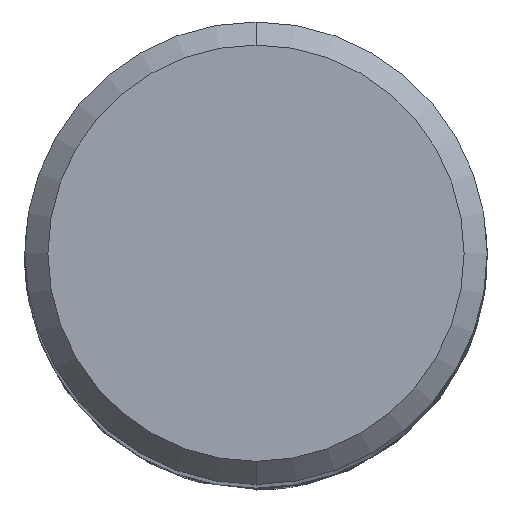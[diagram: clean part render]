
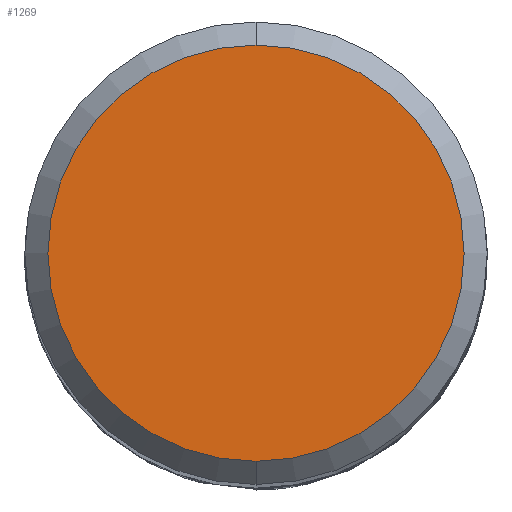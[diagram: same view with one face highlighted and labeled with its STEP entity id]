
A CAD part, top view. The second image highlights one B-rep face of the part: STEP entity #1269.
In plain terms, the highlighted planar face has unit normal (0, 0, 1).
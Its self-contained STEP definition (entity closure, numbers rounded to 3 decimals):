
#597=EDGE_CURVE('',#1613,#1473,#1701,.T.);
#1155=EDGE_CURVE('',#1473,#1613,#2315,.T.);
#1269=ADVANCED_FACE('',(#2435),#2436,.T.);
#1473=VERTEX_POINT('',#2653);
#1613=VERTEX_POINT('',#2812);
#1701=CIRCLE('',#3041,5.4);
#2315=CIRCLE('',#11325,5.4);
#2435=FACE_OUTER_BOUND('',#11910,.T.);
#2436=PLANE('',#11911);
#2653=CARTESIAN_POINT('',(0.,-5.4,0.0));
#2812=CARTESIAN_POINT('',(0.0,5.4,0.0));
#3041=AXIS2_PLACEMENT_3D('',#16593,#16594,#16595);
#11325=AXIS2_PLACEMENT_3D('',#17238,#17239,#17240);
#11910=EDGE_LOOP('',(#17328,#17329));
#11911=AXIS2_PLACEMENT_3D('',#17330,#17331,#17332);
#16593=CARTESIAN_POINT('',(0.0,0.0,0.0));
#16594=DIRECTION('',(0.0,0.0,-1.0));
#16595=DIRECTION('',(0.0,1.0,0.0));
#17238=CARTESIAN_POINT('',(0.0,0.0,0.0));
#17239=DIRECTION('',(0.0,0.0,-1.0));
#17240=DIRECTION('',(0.0,1.0,0.0));
#17328=ORIENTED_EDGE('',*,*,#597,.F.);
#17329=ORIENTED_EDGE('',*,*,#1155,.F.);
#17330=CARTESIAN_POINT('',(0.0,2.7,0.0));
#17331=DIRECTION('',(-0.0,0.0,1.0));
#17332=DIRECTION('',(0.0,-1.0,0.0));
